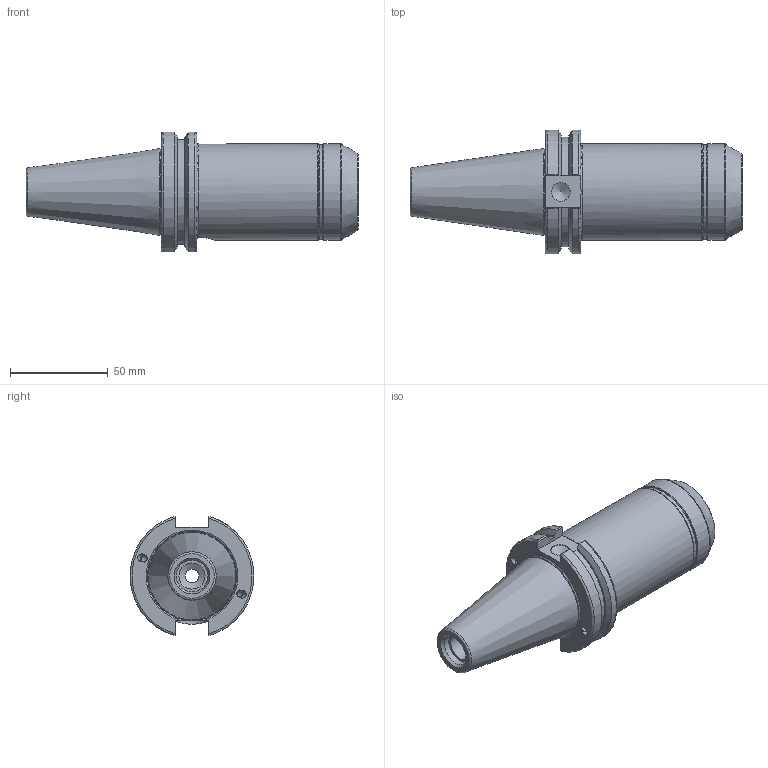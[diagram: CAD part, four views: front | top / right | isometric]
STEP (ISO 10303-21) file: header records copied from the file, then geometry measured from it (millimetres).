
FILE_DESCRIPTION(/* description */ (''),/* implementation_level */ '2;1');
FILE_NAME(/* name */ 'WB031PE.stp',/* time_stamp */ '2020-10-15T08:58:55+09:00',/* author */ ('eos'),/* organization */ (''),/* preprocessor_version */ 'ST-DEVELOPER v18.1',/* originating_system */ 'Autodesk Inventor 2020',/* authorisation */ '');
FILE_SCHEMA (('AUTOMOTIVE_DESIGN { 1 0 10303 214 3 1 1 }'));
Length unit declared in the file: millimetre
Products named in the file (1): CAT50
Bounding box: 169.85 x 63.26 x 61.09 mm (x, y, z)
Volume: 242880.4 mm3; surface area: 36954.3 mm2
Topology: 1 solids, 1 shells, 90 faces, 274 edges, 188 vertices
Faces by surface type: plane 31, cylinder 30, cone 16, torus 13
Full cylindrical faces by diameter (mm): 3.242 x8, 4 x4, 6.917 x1, 9.525 x1, 13.386 x1, 14 x1, 16.3 x1, 19.05 x1, 19.55 x1, 43.8 x1, 48.25 x1, 49.25 x2
Entity records: 3415 total; most frequent: CARTESIAN_POINT 863, DIRECTION 548, ORIENTED_EDGE 542, EDGE_CURVE 271, AXIS2_PLACEMENT_3D 233, VERTEX_POINT 188, CIRCLE 122, EDGE_LOOP 105
